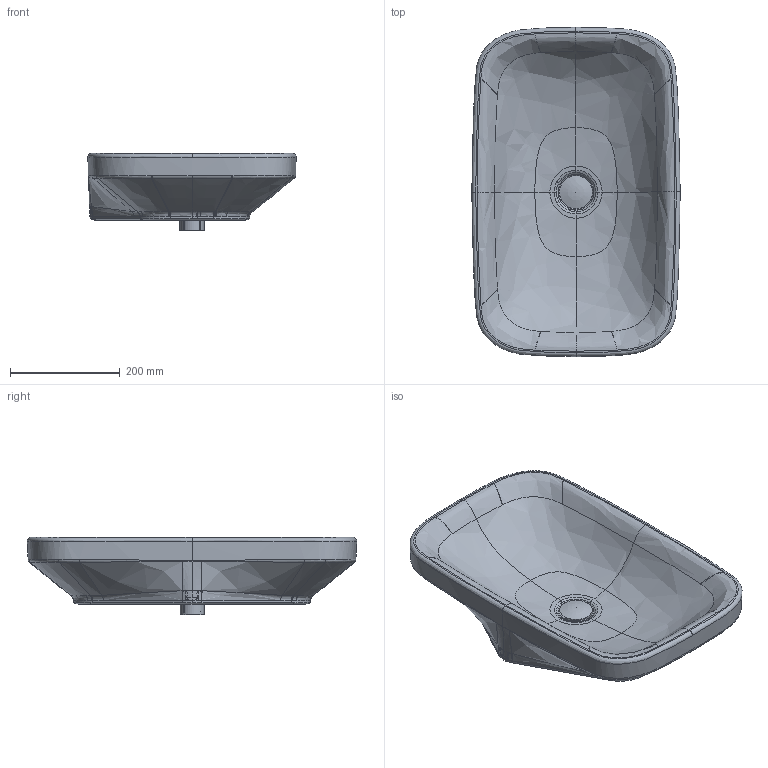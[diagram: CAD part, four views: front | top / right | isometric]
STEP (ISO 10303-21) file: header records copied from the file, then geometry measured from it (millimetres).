
FILE_DESCRIPTION((''),'2;1');
FILE_NAME('034960.stp','2013-10-10T09:22:33',('Administrator'),(''),'Autodesk Inventor 2011','Autodesk Inventor 2011','');
FILE_SCHEMA(('CONFIG_CONTROL_DESIGN'));
Length unit declared in the file: millimetre
Products named in the file (4): 034960; Kelch; Stopfen
Assembly tree (3 placements, depth 2):
  034960
    034960
    Kelch
    Stopfen
Bounding box: 379.49 x 599.76 x 140.66 mm (x, y, z)
Volume: 9522399.6 mm3; surface area: 621930.6 mm2
Topology: 3 solids, 3 shells, 603 faces, 1517 edges, 917 vertices
Faces by surface type: bspline 492, cylinder 58, plane 35, torus 10, sphere 4, cone 4
Full cylindrical faces by diameter (mm): 42 x1, 44 x1, 60 x1
Entity records: 69970 total; most frequent: CARTESIAN_POINT 57552, ORIENTED_EDGE 3002, EDGE_CURVE 1501, DIRECTION 1454, VERTEX_POINT 914, B_SPLINE_CURVE_WITH_KNOTS 692, EDGE_LOOP 617, FACE_OUTER_BOUND 603
